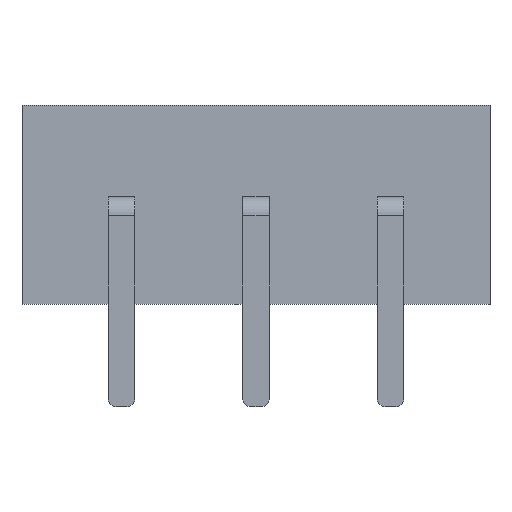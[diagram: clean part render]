
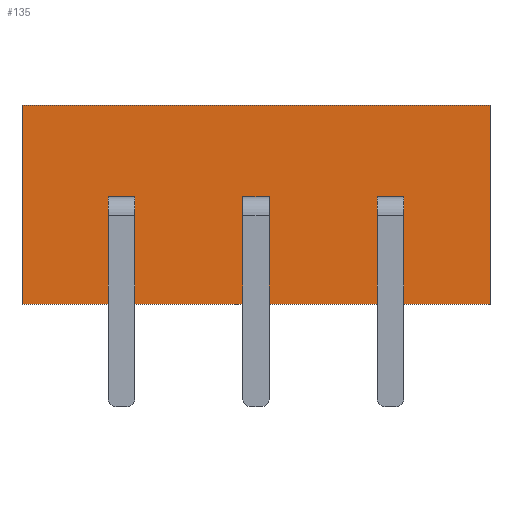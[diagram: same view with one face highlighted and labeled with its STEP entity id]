
A CAD part, front view. The second image highlights one B-rep face of the part: STEP entity #135.
In plain terms, the highlighted planar face has unit normal (0, -1, 0).
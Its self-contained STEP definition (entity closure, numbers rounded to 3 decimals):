
#59 = EDGE_CURVE('',#60,#62,#64,.T.);
#60 = VERTEX_POINT('',#61);
#61 = CARTESIAN_POINT('',(0.,0.,0.));
#62 = VERTEX_POINT('',#63);
#63 = CARTESIAN_POINT('',(0.,0.,3.7));
#64 = LINE('',#65,#66);
#65 = CARTESIAN_POINT('',(0.,0.,0.));
#66 = VECTOR('',#67,1.);
#67 = DIRECTION('',(0.,0.,1.));
#99 = EDGE_CURVE('',#100,#102,#104,.T.);
#100 = VERTEX_POINT('',#101);
#101 = CARTESIAN_POINT('',(8.7,0.,0.));
#102 = VERTEX_POINT('',#103);
#103 = CARTESIAN_POINT('',(8.7,0.,3.7));
#104 = LINE('',#105,#106);
#105 = CARTESIAN_POINT('',(8.7,0.,0.));
#106 = VECTOR('',#107,1.);
#107 = DIRECTION('',(0.,0.,1.));
#135 = ADVANCED_FACE('',(#136),#152,.F.);
#136 = FACE_BOUND('',#137,.F.);
#137 = EDGE_LOOP('',(#138,#144,#145,#151));
#138 = ORIENTED_EDGE('',*,*,#139,.F.);
#139 = EDGE_CURVE('',#60,#100,#140,.T.);
#140 = LINE('',#141,#142);
#141 = CARTESIAN_POINT('',(0.,0.,0.));
#142 = VECTOR('',#143,1.);
#143 = DIRECTION('',(1.,0.,-0.));
#144 = ORIENTED_EDGE('',*,*,#59,.T.);
#145 = ORIENTED_EDGE('',*,*,#146,.T.);
#146 = EDGE_CURVE('',#62,#102,#147,.T.);
#147 = LINE('',#148,#149);
#148 = CARTESIAN_POINT('',(0.,0.,3.7));
#149 = VECTOR('',#150,1.);
#150 = DIRECTION('',(1.,0.,-0.));
#151 = ORIENTED_EDGE('',*,*,#99,.F.);
#152 = PLANE('',#153);
#153 = AXIS2_PLACEMENT_3D('',#154,#155,#156);
#154 = CARTESIAN_POINT('',(0.,0.,0.));
#155 = DIRECTION('',(-0.,1.,0.));
#156 = DIRECTION('',(0.,0.,1.));
